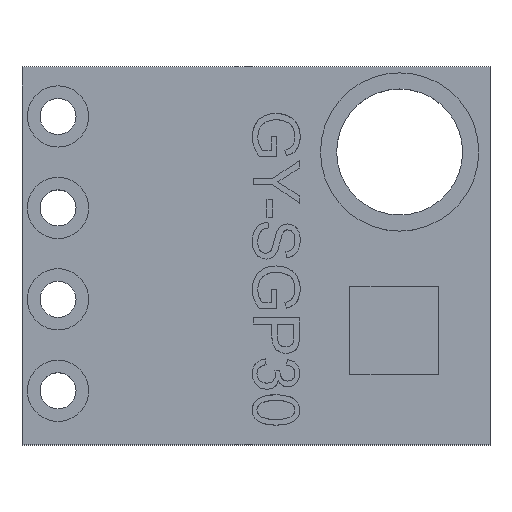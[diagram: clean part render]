
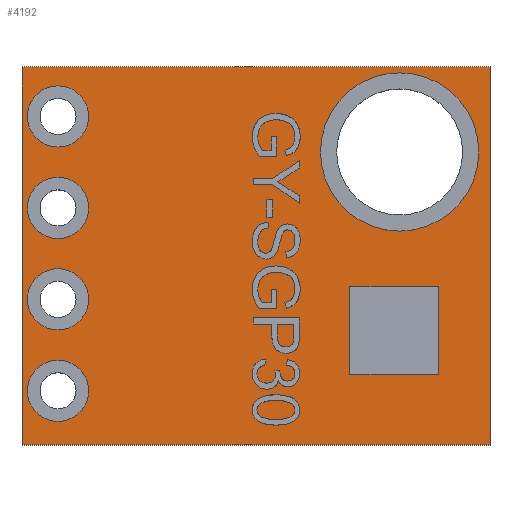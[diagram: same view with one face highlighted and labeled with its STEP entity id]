
A CAD part, top view. The second image highlights one B-rep face of the part: STEP entity #4192.
In plain terms, the highlighted planar face has unit normal (0, 0, 1).
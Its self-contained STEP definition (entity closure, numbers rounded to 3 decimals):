
#467=FACE_BOUND('',#887,.T.);
#468=FACE_BOUND('',#888,.T.);
#469=FACE_BOUND('',#889,.T.);
#470=FACE_BOUND('',#890,.T.);
#471=FACE_BOUND('',#891,.T.);
#472=FACE_BOUND('',#892,.T.);
#511=PLANE('',#4519);
#619=FACE_OUTER_BOUND('',#886,.T.);
#886=EDGE_LOOP('',(#2970,#2971,#2972,#2973));
#887=EDGE_LOOP('',(#2974,#2975,#2976,#2977));
#888=EDGE_LOOP('',(#2978));
#889=EDGE_LOOP('',(#2979));
#890=EDGE_LOOP('',(#2980));
#891=EDGE_LOOP('',(#2981));
#892=EDGE_LOOP('',(#2982));
#1120=LINE('',#5337,#1422);
#1124=LINE('',#5345,#1426);
#1127=LINE('',#5351,#1429);
#1130=LINE('',#5356,#1432);
#1139=LINE('',#5396,#1441);
#1142=LINE('',#5402,#1444);
#1145=LINE('',#5408,#1447);
#1148=LINE('',#5412,#1450);
#1422=VECTOR('',#4749,10.);
#1426=VECTOR('',#4755,10.);
#1429=VECTOR('',#4760,10.);
#1432=VECTOR('',#4765,10.);
#1441=VECTOR('',#4808,10.);
#1444=VECTOR('',#4813,10.);
#1447=VECTOR('',#4818,10.);
#1450=VECTOR('',#4823,10.);
#1742=CIRCLE('',#4501,1.75);
#1744=CIRCLE('',#4504,0.5);
#1746=CIRCLE('',#4507,0.5);
#1748=CIRCLE('',#4510,0.5);
#1750=CIRCLE('',#4513,0.5);
#1792=VERTEX_POINT('',#5335);
#1793=VERTEX_POINT('',#5336);
#1796=VERTEX_POINT('',#5344);
#1798=VERTEX_POINT('',#5350);
#1800=VERTEX_POINT('',#5360);
#1802=VERTEX_POINT('',#5366);
#1804=VERTEX_POINT('',#5372);
#1806=VERTEX_POINT('',#5378);
#1808=VERTEX_POINT('',#5384);
#1812=VERTEX_POINT('',#5393);
#1813=VERTEX_POINT('',#5395);
#1815=VERTEX_POINT('',#5401);
#1817=VERTEX_POINT('',#5407);
#2230=EDGE_CURVE('',#1792,#1793,#1120,.T.);
#2234=EDGE_CURVE('',#1793,#1796,#1124,.T.);
#2237=EDGE_CURVE('',#1796,#1798,#1127,.T.);
#2240=EDGE_CURVE('',#1798,#1792,#1130,.T.);
#2242=EDGE_CURVE('',#1800,#1800,#1742,.T.);
#2245=EDGE_CURVE('',#1802,#1802,#1744,.T.);
#2248=EDGE_CURVE('',#1804,#1804,#1746,.T.);
#2251=EDGE_CURVE('',#1806,#1806,#1748,.T.);
#2254=EDGE_CURVE('',#1808,#1808,#1750,.T.);
#2259=EDGE_CURVE('',#1813,#1812,#1139,.T.);
#2262=EDGE_CURVE('',#1815,#1813,#1142,.T.);
#2265=EDGE_CURVE('',#1817,#1815,#1145,.T.);
#2268=EDGE_CURVE('',#1812,#1817,#1148,.T.);
#2970=ORIENTED_EDGE('',*,*,#2268,.T.);
#2971=ORIENTED_EDGE('',*,*,#2265,.T.);
#2972=ORIENTED_EDGE('',*,*,#2262,.T.);
#2973=ORIENTED_EDGE('',*,*,#2259,.T.);
#2974=ORIENTED_EDGE('',*,*,#2230,.T.);
#2975=ORIENTED_EDGE('',*,*,#2234,.T.);
#2976=ORIENTED_EDGE('',*,*,#2237,.T.);
#2977=ORIENTED_EDGE('',*,*,#2240,.T.);
#2978=ORIENTED_EDGE('',*,*,#2242,.T.);
#2979=ORIENTED_EDGE('',*,*,#2245,.T.);
#2980=ORIENTED_EDGE('',*,*,#2248,.T.);
#2981=ORIENTED_EDGE('',*,*,#2251,.T.);
#2982=ORIENTED_EDGE('',*,*,#2254,.T.);
#4192=ADVANCED_FACE('',(#619,#467,#468,#469,#470,#471,#472),#511,.T.);
#4501=AXIS2_PLACEMENT_3D('',#5361,#4771,#4772);
#4504=AXIS2_PLACEMENT_3D('',#5367,#4778,#4779);
#4507=AXIS2_PLACEMENT_3D('',#5373,#4785,#4786);
#4510=AXIS2_PLACEMENT_3D('',#5379,#4792,#4793);
#4513=AXIS2_PLACEMENT_3D('',#5385,#4799,#4800);
#4519=AXIS2_PLACEMENT_3D('',#5413,#4824,#4825);
#4749=DIRECTION('',(0.,1.,0.));
#4755=DIRECTION('',(1.,0.,0.));
#4760=DIRECTION('',(0.,-1.,0.));
#4765=DIRECTION('',(-1.,0.,0.));
#4771=DIRECTION('center_axis',(0.,0.,-1.));
#4772=DIRECTION('ref_axis',(-1.,0.,0.));
#4778=DIRECTION('center_axis',(0.,0.,-1.));
#4779=DIRECTION('ref_axis',(-1.,0.,0.));
#4785=DIRECTION('center_axis',(0.,0.,-1.));
#4786=DIRECTION('ref_axis',(-1.,0.,0.));
#4792=DIRECTION('center_axis',(0.,0.,-1.));
#4793=DIRECTION('ref_axis',(-1.,0.,0.));
#4799=DIRECTION('center_axis',(0.,0.,-1.));
#4800=DIRECTION('ref_axis',(-1.,0.,0.));
#4808=DIRECTION('',(0.,-1.,0.));
#4813=DIRECTION('',(-1.,0.,0.));
#4818=DIRECTION('',(0.,1.,0.));
#4823=DIRECTION('',(1.,0.,0.));
#4824=DIRECTION('center_axis',(0.,0.,1.));
#4825=DIRECTION('ref_axis',(1.,0.,0.));
#5335=CARTESIAN_POINT('',(9.11,1.83,1.6));
#5336=CARTESIAN_POINT('',(9.11,4.28,1.6));
#5337=CARTESIAN_POINT('',(9.11,4.703,1.6));
#5344=CARTESIAN_POINT('',(11.56,4.28,1.6));
#5345=CARTESIAN_POINT('',(9.03,4.28,1.6));
#5350=CARTESIAN_POINT('',(11.56,1.83,1.6));
#5351=CARTESIAN_POINT('',(11.56,3.478,1.6));
#5356=CARTESIAN_POINT('',(7.805,1.83,1.6));
#5360=CARTESIAN_POINT('',(12.24,8.014,1.6));
#5361=CARTESIAN_POINT('Origin',(10.49,8.014,1.6));
#5366=CARTESIAN_POINT('',(1.5,6.46,1.6));
#5367=CARTESIAN_POINT('Origin',(1.,6.46,1.6));
#5372=CARTESIAN_POINT('',(1.5,3.92,1.6));
#5373=CARTESIAN_POINT('Origin',(1.,3.92,1.6));
#5378=CARTESIAN_POINT('',(1.5,9.,1.6));
#5379=CARTESIAN_POINT('Origin',(1.,9.,1.6));
#5384=CARTESIAN_POINT('',(1.5,1.38,1.6));
#5385=CARTESIAN_POINT('Origin',(1.,1.38,1.6));
#5393=CARTESIAN_POINT('',(0.,-0.125,1.6));
#5395=CARTESIAN_POINT('',(0.,10.375,1.6));
#5396=CARTESIAN_POINT('',(0.,-0.125,1.6));
#5401=CARTESIAN_POINT('',(13.,10.375,1.6));
#5402=CARTESIAN_POINT('',(0.,10.375,1.6));
#5407=CARTESIAN_POINT('',(13.,-0.125,1.6));
#5408=CARTESIAN_POINT('',(13.,10.375,1.6));
#5412=CARTESIAN_POINT('',(13.,-0.125,1.6));
#5413=CARTESIAN_POINT('Origin',(6.5,5.125,1.6));
